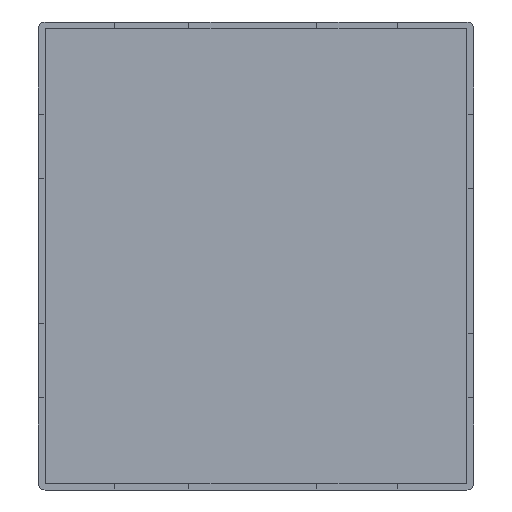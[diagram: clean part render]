
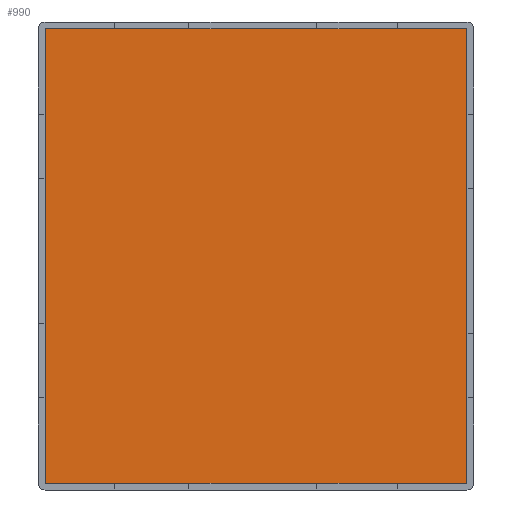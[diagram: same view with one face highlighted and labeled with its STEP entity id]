
A CAD part, front view. The second image highlights one B-rep face of the part: STEP entity #990.
In plain terms, the highlighted planar face has unit normal (0, -1, 0).
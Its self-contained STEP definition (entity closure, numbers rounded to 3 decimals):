
#20=PLANE('',#1074);
#100=LINE('',#1504,#228);
#101=LINE('',#1506,#229);
#102=LINE('',#1508,#230);
#103=LINE('',#1509,#231);
#228=VECTOR('',#1224,10.);
#229=VECTOR('',#1225,10.);
#230=VECTOR('',#1226,10.);
#231=VECTOR('',#1227,10.);
#338=FACE_OUTER_BOUND('',#392,.T.);
#392=EDGE_LOOP('',(#767,#768,#769,#770));
#488=VERTEX_POINT('',#1502);
#489=VERTEX_POINT('',#1503);
#490=VERTEX_POINT('',#1505);
#491=VERTEX_POINT('',#1507);
#596=EDGE_CURVE('',#488,#489,#100,.T.);
#597=EDGE_CURVE('',#490,#488,#101,.T.);
#598=EDGE_CURVE('',#491,#490,#102,.T.);
#599=EDGE_CURVE('',#489,#491,#103,.T.);
#767=ORIENTED_EDGE('',*,*,#596,.F.);
#768=ORIENTED_EDGE('',*,*,#597,.F.);
#769=ORIENTED_EDGE('',*,*,#598,.F.);
#770=ORIENTED_EDGE('',*,*,#599,.F.);
#990=ADVANCED_FACE('',(#338),#20,.T.);
#1074=AXIS2_PLACEMENT_3D('',#1501,#1222,#1223);
#1222=DIRECTION('center_axis',(0.,-1.,0.));
#1223=DIRECTION('ref_axis',(-1.,0.,0.));
#1224=DIRECTION('',(1.,0.,0.));
#1225=DIRECTION('',(0.,0.,1.));
#1226=DIRECTION('',(-1.,0.,0.));
#1227=DIRECTION('',(0.,0.,-1.));
#1501=CARTESIAN_POINT('Origin',(6.25,2.34,6.735));
#1502=CARTESIAN_POINT('',(-6.25,2.34,6.735));
#1503=CARTESIAN_POINT('',(6.25,2.34,6.735));
#1504=CARTESIAN_POINT('',(1.025,2.34,6.735));
#1505=CARTESIAN_POINT('',(-6.25,2.34,-6.735));
#1506=CARTESIAN_POINT('',(-6.25,2.34,1.265));
#1507=CARTESIAN_POINT('',(6.25,2.34,-6.735));
#1508=CARTESIAN_POINT('',(0.,2.34,-6.735));
#1509=CARTESIAN_POINT('',(6.25,2.34,0.));
